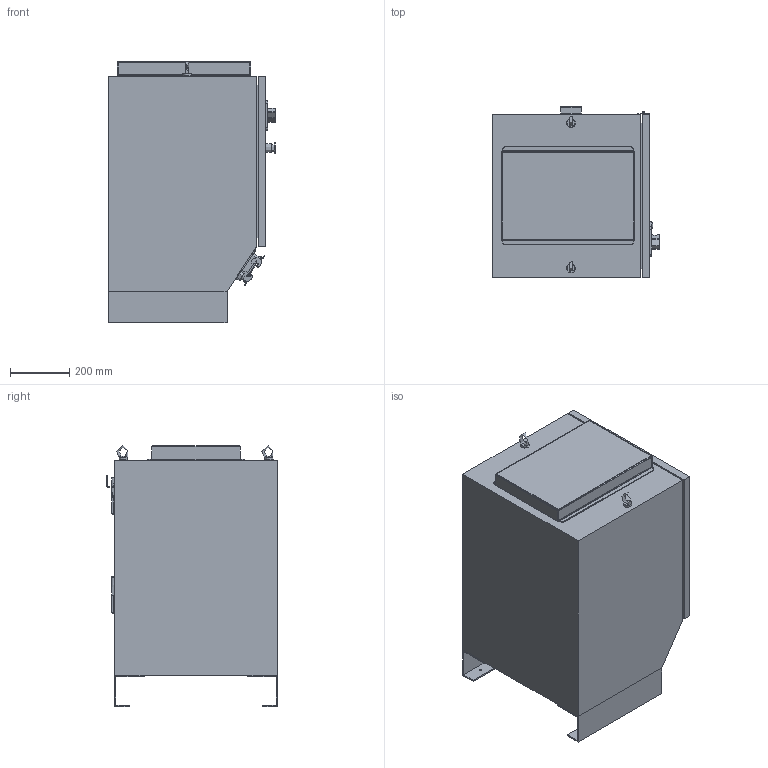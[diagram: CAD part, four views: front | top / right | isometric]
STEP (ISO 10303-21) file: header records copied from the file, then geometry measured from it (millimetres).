
FILE_DESCRIPTION(/* description */ (''),/* implementation_level */ '2;1');
FILE_NAME(/* name */ 'RA620C1K2A6.stp',/* time_stamp */ '2017-10-31T10:01:50+08:00',/* author */ ('chengvls'),/* organization */ (''),/* preprocessor_version */ 'ST-DEVELOPER v15.6',/* originating_system */ 'Autodesk Inventor 2015',/* authorisation */ '');
FILE_SCHEMA (('AUTOMOTIVE_DESIGN { 1 0 10303 214 3 1 1 }'));
Products named in the file (1): RA620C1K2A6_Shrinkwrap_1
Bounding box: 563.9 x 577 x 880.73 mm (x, y, z)
Volume: 212116577.9 mm3; surface area: 2945352.1 mm2
Topology: 6 solids, 6 shells, 2187 faces, 5588 edges, 3446 vertices
Faces by surface type: plane 924, bspline 526, cylinder 419, torus 254, sphere 57, cone 7
Full cylindrical faces by diameter (mm): 4 x4, 4.9 x2, 5 x2, 5.9 x2, 8 x2, 9 x4, 14.4 x1, 20.5 x1, 24.8 x2, 25 x1, 26 x1, 27 x1, 28 x1, 29 x1, 30 x2, 30.4 x1, 39 x1
Entity records: 76597 total; most frequent: CARTESIAN_POINT 25070, ORIENTED_EDGE 10976, DIRECTION 9308, EDGE_CURVE 5480, VERTEX_POINT 3432, AXIS2_PLACEMENT_3D 3178, LINE 2952, VECTOR 2952
